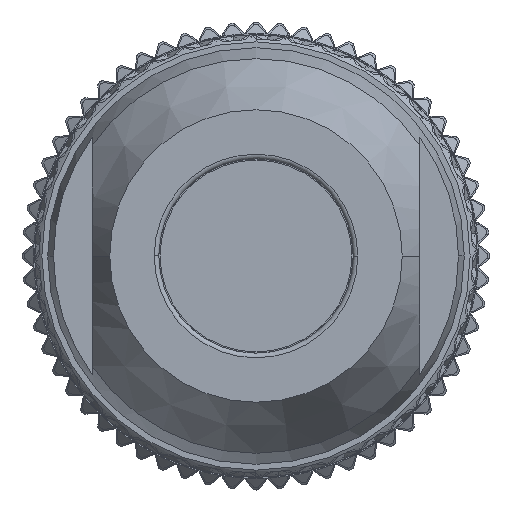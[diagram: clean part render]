
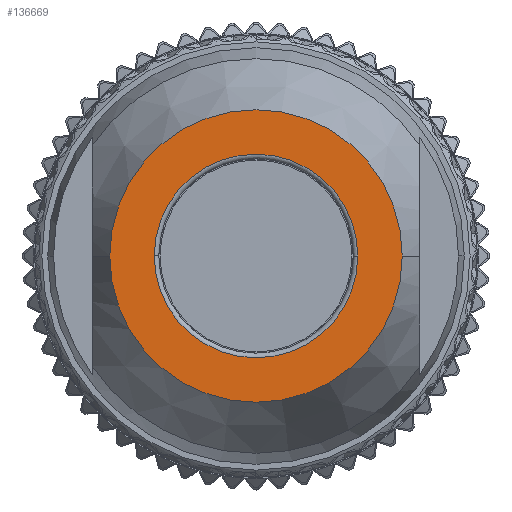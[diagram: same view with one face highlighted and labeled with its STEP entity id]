
A CAD part, front view. The second image highlights one B-rep face of the part: STEP entity #136669.
In plain terms, the highlighted planar face has unit normal (0, -1, 0).
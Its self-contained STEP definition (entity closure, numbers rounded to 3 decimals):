
#27848=CARTESIAN_POINT('',(0.,-52.45,0.));
#27849=DIRECTION('',(0.,1.,0.));
#27850=DIRECTION('',(1.,0.,0.));
#27851=AXIS2_PLACEMENT_3D('',#27848,#27849,#27850);
#27853=CARTESIAN_POINT('',(0.,-52.45,0.));
#27854=DIRECTION('',(0.,1.,0.));
#27855=DIRECTION('',(-1.,0.,0.));
#27856=AXIS2_PLACEMENT_3D('',#27853,#27854,#27855);
#27858=CARTESIAN_POINT('',(0.,-52.45,0.));
#27859=DIRECTION('',(0.,-1.,0.));
#27860=DIRECTION('',(1.,0.,0.));
#27861=AXIS2_PLACEMENT_3D('',#27858,#27859,#27860);
#27863=CARTESIAN_POINT('',(0.,-52.45,0.));
#27864=DIRECTION('',(0.,-1.,0.));
#27865=DIRECTION('',(-1.,0.,0.));
#27866=AXIS2_PLACEMENT_3D('',#27863,#27864,#27865);
#27878=CARTESIAN_POINT('',(0.,-52.45,0.));
#27879=DIRECTION('',(0.,1.,0.));
#27880=DIRECTION('',(-1.,0.,0.));
#27881=AXIS2_PLACEMENT_3D('',#27878,#27879,#27880);
#27906=CARTESIAN_POINT('',(0.,-52.45,0.));
#27907=DIRECTION('',(0.,1.,0.));
#27908=DIRECTION('',(1.,0.,0.));
#27909=AXIS2_PLACEMENT_3D('',#27906,#27907,#27908);
#74759=CARTESIAN_POINT('',(4.35,-52.45,0.));
#74760=VERTEX_POINT('',#74759);
#74761=CARTESIAN_POINT('',(-4.35,-52.45,0.));
#74762=CARTESIAN_POINT('',(4.35,-52.45,-0.054));
#74763=VERTEX_POINT('',#74761);
#74764=VERTEX_POINT('',#74762);
#74767=CARTESIAN_POINT('',(-4.35,-52.45,0.054));
#74768=VERTEX_POINT('',#74767);
#74773=CARTESIAN_POINT('',(6.25,-52.45,0.));
#74774=CARTESIAN_POINT('',(-6.25,-52.45,0.));
#74775=VERTEX_POINT('',#74773);
#74776=VERTEX_POINT('',#74774);
#136650=CARTESIAN_POINT('',(0.,-52.45,0.));
#136651=DIRECTION('',(0.,-1.,0.));
#136652=DIRECTION('',(-1.,0.,0.));
#136653=AXIS2_PLACEMENT_3D('',#136650,#136651,#136652);
#136654=PLANE('',#136653);
#136655=ORIENTED_EDGE('',*,*,#136601,.T.);
#136656=ORIENTED_EDGE('',*,*,#136641,.T.);
#136657=EDGE_LOOP('',(#136655,#136656));
#136658=FACE_OUTER_BOUND('',#136657,.F.);
#136660=ORIENTED_EDGE('',*,*,#136659,.T.);
#136662=ORIENTED_EDGE('',*,*,#136661,.F.);
#136664=ORIENTED_EDGE('',*,*,#136663,.T.);
#136666=ORIENTED_EDGE('',*,*,#136665,.F.);
#136667=EDGE_LOOP('',(#136660,#136662,#136664,#136666));
#136668=FACE_BOUND('',#136667,.F.);
#136669=ADVANCED_FACE('',(#136658,#136668),#136654,.T.);
#27852=CIRCLE('',#27851,6.25);
#27857=CIRCLE('',#27856,6.25);
#27862=CIRCLE('',#27861,4.35);
#27867=CIRCLE('',#27866,4.35);
#27882=CIRCLE('',#27881,4.35);
#27910=CIRCLE('',#27909,4.35);
#136601=EDGE_CURVE('',#74775,#74776,#27852,.T.);
#136641=EDGE_CURVE('',#74776,#74775,#27857,.T.);
#136659=EDGE_CURVE('',#74760,#74768,#27862,.T.);
#136661=EDGE_CURVE('',#74763,#74768,#27882,.T.);
#136663=EDGE_CURVE('',#74763,#74764,#27867,.T.);
#136665=EDGE_CURVE('',#74760,#74764,#27910,.T.);
